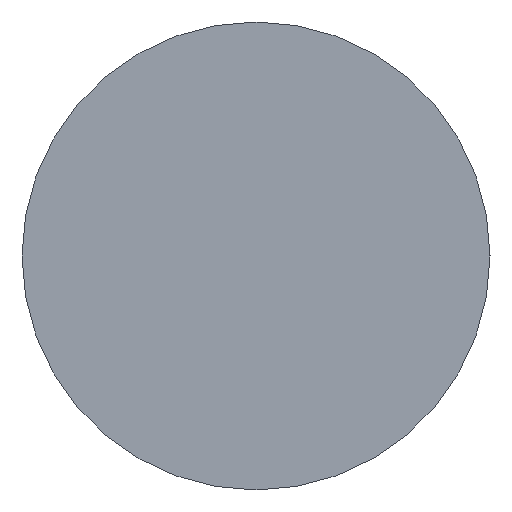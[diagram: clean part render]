
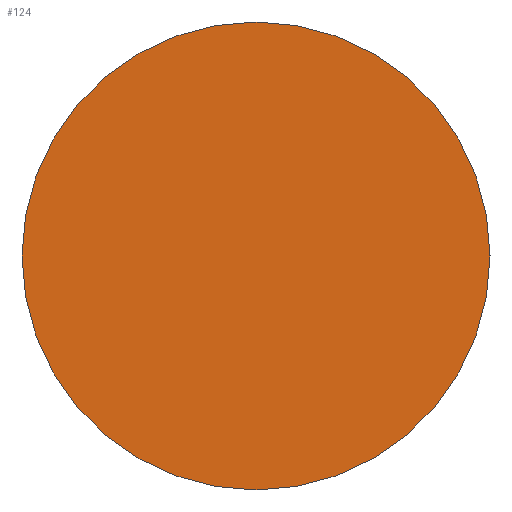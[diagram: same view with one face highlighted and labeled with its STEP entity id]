
A CAD part, left-side view. The second image highlights one B-rep face of the part: STEP entity #124.
In plain terms, the highlighted face is planar.
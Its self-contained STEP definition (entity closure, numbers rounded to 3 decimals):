
#33 = VERTEX_POINT('',#34);
#34 = CARTESIAN_POINT('',(4.,0.,0.));
#43 = CYLINDRICAL_SURFACE('',#44,4.);
#44 = AXIS2_PLACEMENT_3D('',#45,#46,#47);
#45 = CARTESIAN_POINT('',(0.,0.,0.));
#46 = DIRECTION('',(0.,0.,-1.));
#47 = DIRECTION('',(1.,0.,0.));
#94 = EDGE_CURVE('',#33,#33,#95,.T.);
#95 = SURFACE_CURVE('',#96,(#101,#108),.PCURVE_S1.);
#96 = CIRCLE('',#97,4.);
#97 = AXIS2_PLACEMENT_3D('',#98,#99,#100);
#98 = CARTESIAN_POINT('',(0.,0.,0.));
#99 = DIRECTION('',(0.,0.,1.));
#100 = DIRECTION('',(1.,0.,0.));
#101 = PCURVE('',#43,#102);
#102 = DEFINITIONAL_REPRESENTATION('',(#103),#107);
#103 = LINE('',#104,#105);
#104 = CARTESIAN_POINT('',(-0.,0.));
#105 = VECTOR('',#106,1.);
#106 = DIRECTION('',(-1.,0.));
#107 = ( GEOMETRIC_REPRESENTATION_CONTEXT(2) 
PARAMETRIC_REPRESENTATION_CONTEXT() REPRESENTATION_CONTEXT('2D SPACE',''
  ) );
#108 = PCURVE('',#109,#114);
#109 = PLANE('',#110);
#110 = AXIS2_PLACEMENT_3D('',#111,#112,#113);
#111 = CARTESIAN_POINT('',(4.,0.,0.));
#112 = DIRECTION('',(0.,0.,-1.));
#113 = DIRECTION('',(0.,-1.,0.));
#114 = DEFINITIONAL_REPRESENTATION('',(#115),#123);
#115 = ( BOUNDED_CURVE() B_SPLINE_CURVE(2,(#116,#117,#118,#119,#120,#121
,#122),.UNSPECIFIED.,.F.,.F.) B_SPLINE_CURVE_WITH_KNOTS((1,2,2,2,2,1),(
    -2.094,0.,2.094,4.189,6.283,
8.378),.UNSPECIFIED.) CURVE() GEOMETRIC_REPRESENTATION_ITEM() 
RATIONAL_B_SPLINE_CURVE((1.,0.5,1.,0.5,1.,0.5,1.)) REPRESENTATION_ITEM(
  '') );
#116 = CARTESIAN_POINT('',(0.,0.));
#117 = CARTESIAN_POINT('',(-6.928,0.));
#118 = CARTESIAN_POINT('',(-3.464,6.));
#119 = CARTESIAN_POINT('',(0.,12.));
#120 = CARTESIAN_POINT('',(3.464,6.));
#121 = CARTESIAN_POINT('',(6.928,0.));
#122 = CARTESIAN_POINT('',(0.,0.));
#123 = ( GEOMETRIC_REPRESENTATION_CONTEXT(2) 
PARAMETRIC_REPRESENTATION_CONTEXT() REPRESENTATION_CONTEXT('2D SPACE',''
  ) );
#124 = ADVANCED_FACE('',(#125),#109,.T.);
#125 = FACE_BOUND('',#126,.F.);
#126 = EDGE_LOOP('',(#127));
#127 = ORIENTED_EDGE('',*,*,#94,.T.);
